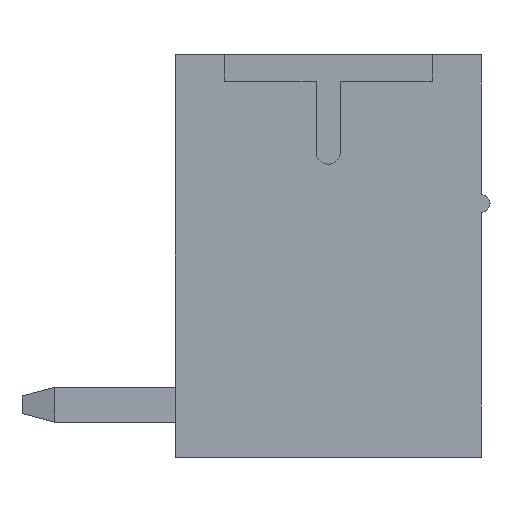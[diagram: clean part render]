
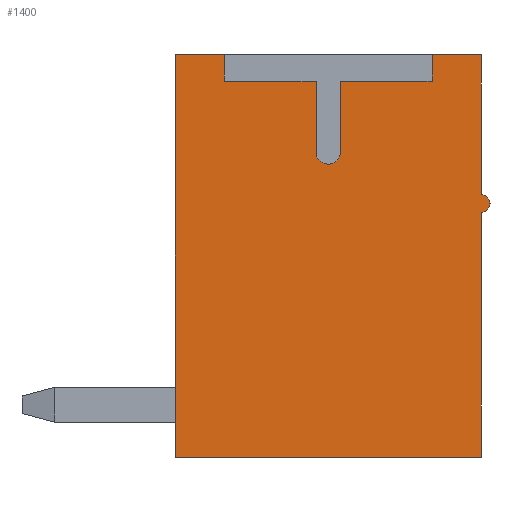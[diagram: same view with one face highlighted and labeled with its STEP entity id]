
A CAD part, left-side view. The second image highlights one B-rep face of the part: STEP entity #1400.
In plain terms, the highlighted planar face has unit normal (-1, 0, 0).
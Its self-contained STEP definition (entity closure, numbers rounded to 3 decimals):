
#1400 = ADVANCED_FACE( '', ( #3373 ), #3374, .F. );
#3373 = FACE_OUTER_BOUND( '', #6056, .T. );
#3374 = PLANE( '', #6057 );
#6056 = EDGE_LOOP( '', ( #9611, #9612, #9613, #9614, #9615, #9616, #9617, #9618, #9619, #9620, #9621, #9622, #9623, #9624 ) );
#6057 = AXIS2_PLACEMENT_3D( '', #9625, #9626, #9627 );
#9611 = ORIENTED_EDGE( '', *, *, #16602, .T. );
#9612 = ORIENTED_EDGE( '', *, *, #17329, .T. );
#9613 = ORIENTED_EDGE( '', *, *, #16566, .T. );
#9614 = ORIENTED_EDGE( '', *, *, #17234, .T. );
#9615 = ORIENTED_EDGE( '', *, *, #17330, .T. );
#9616 = ORIENTED_EDGE( '', *, *, #17331, .T. );
#9617 = ORIENTED_EDGE( '', *, *, #17332, .T. );
#9618 = ORIENTED_EDGE( '', *, *, #17333, .T. );
#9619 = ORIENTED_EDGE( '', *, *, #17070, .T. );
#9620 = ORIENTED_EDGE( '', *, *, #17334, .T. );
#9621 = ORIENTED_EDGE( '', *, *, #17335, .T. );
#9622 = ORIENTED_EDGE( '', *, *, #17336, .T. );
#9623 = ORIENTED_EDGE( '', *, *, #17337, .T. );
#9624 = ORIENTED_EDGE( '', *, *, #17338, .T. );
#9625 = CARTESIAN_POINT( '', ( -36.64, 0., 2.375 ) );
#9626 = DIRECTION( '', ( 1., 0., 0. ) );
#9627 = DIRECTION( '', ( 0., 0., -1. ) );
#16566 = EDGE_CURVE( '', #19896, #19894, #19897, .T. );
#16602 = EDGE_CURVE( '', #19959, #19960, #19961, .T. );
#17070 = EDGE_CURVE( '', #20789, #20787, #20790, .T. );
#17234 = EDGE_CURVE( '', #19894, #21074, #21076, .T. );
#17329 = EDGE_CURVE( '', #19960, #19896, #21235, .T. );
#17330 = EDGE_CURVE( '', #21074, #21236, #21237, .T. );
#17331 = EDGE_CURVE( '', #21236, #21238, #21239, .T. );
#17332 = EDGE_CURVE( '', #21238, #21240, #21241, .T. );
#17333 = EDGE_CURVE( '', #21240, #20789, #21242, .T. );
#17334 = EDGE_CURVE( '', #20787, #21243, #21244, .T. );
#17335 = EDGE_CURVE( '', #21243, #21245, #21246, .T. );
#17336 = EDGE_CURVE( '', #21245, #21247, #21248, .T. );
#17337 = EDGE_CURVE( '', #21247, #21249, #21250, .T. );
#17338 = EDGE_CURVE( '', #21249, #19959, #21251, .F. );
#19894 = VERTEX_POINT( '', #24825 );
#19896 = VERTEX_POINT( '', #24828 );
#19897 = LINE( '', #24829, #24830 );
#19959 = VERTEX_POINT( '', #24918 );
#19960 = VERTEX_POINT( '', #24919 );
#19961 = LINE( '', #24920, #24921 );
#20787 = VERTEX_POINT( '', #26099 );
#20789 = VERTEX_POINT( '', #26102 );
#20790 = LINE( '', #26103, #26104 );
#21074 = VERTEX_POINT( '', #26512 );
#21076 = LINE( '', #26515, #26516 );
#21235 = LINE( '', #26747, #26748 );
#21236 = VERTEX_POINT( '', #26749 );
#21237 = LINE( '', #26750, #26751 );
#21238 = VERTEX_POINT( '', #26752 );
#21239 = CIRCLE( '', #26753, 0.275 );
#21240 = VERTEX_POINT( '', #26754 );
#21241 = LINE( '', #26755, #26756 );
#21242 = LINE( '', #26757, #26758 );
#21243 = VERTEX_POINT( '', #26759 );
#21244 = LINE( '', #26760, #26761 );
#21245 = VERTEX_POINT( '', #26762 );
#21246 = LINE( '', #26763, #26764 );
#21247 = VERTEX_POINT( '', #26765 );
#21248 = LINE( '', #26766, #26767 );
#21249 = VERTEX_POINT( '', #26768 );
#21250 = LINE( '', #26769, #26770 );
#21251 = CIRCLE( '', #26771, 0.2 );
#24825 = CARTESIAN_POINT( '', ( -36.64, -2.375, 4. ) );
#24828 = CARTESIAN_POINT( '', ( -36.64, -2.375, 4.6 ) );
#24829 = CARTESIAN_POINT( '', ( -36.64, -2.375, 4.6 ) );
#24830 = VECTOR( '', #31809, 1000. );
#24918 = CARTESIAN_POINT( '', ( -36.64, -3.5, 1.4 ) );
#24919 = CARTESIAN_POINT( '', ( -36.64, -3.5, 4.6 ) );
#24920 = CARTESIAN_POINT( '', ( -36.64, -3.5, 1.4 ) );
#24921 = VECTOR( '', #31839, 1000. );
#26099 = CARTESIAN_POINT( '', ( -36.64, 2.375, 4.6 ) );
#26102 = CARTESIAN_POINT( '', ( -36.64, 2.375, 4. ) );
#26103 = CARTESIAN_POINT( '', ( -36.64, 2.375, 4. ) );
#26104 = VECTOR( '', #32277, 1000. );
#26512 = CARTESIAN_POINT( '', ( -36.64, -0.275, 4. ) );
#26515 = CARTESIAN_POINT( '', ( -36.64, -2.375, 4. ) );
#26516 = VECTOR( '', #32424, 1000. );
#26747 = CARTESIAN_POINT( '', ( -36.64, -3.871, 4.6 ) );
#26748 = VECTOR( '', #32506, 1000. );
#26749 = CARTESIAN_POINT( '', ( -36.64, -0.275, 2.375 ) );
#26750 = CARTESIAN_POINT( '', ( -36.64, -0.275, 4. ) );
#26751 = VECTOR( '', #32507, 1000. );
#26752 = CARTESIAN_POINT( '', ( -36.64, 0.275, 2.375 ) );
#26753 = AXIS2_PLACEMENT_3D( '', #32508, #32509, #32510 );
#26754 = CARTESIAN_POINT( '', ( -36.64, 0.275, 4. ) );
#26755 = CARTESIAN_POINT( '', ( -36.64, 0.275, 2.375 ) );
#26756 = VECTOR( '', #32511, 1000. );
#26757 = CARTESIAN_POINT( '', ( -36.64, 0.275, 4. ) );
#26758 = VECTOR( '', #32512, 1000. );
#26759 = CARTESIAN_POINT( '', ( -36.64, 3.5, 4.6 ) );
#26760 = CARTESIAN_POINT( '', ( -36.64, 2.375, 4.6 ) );
#26761 = VECTOR( '', #32513, 1000. );
#26762 = CARTESIAN_POINT( '', ( -36.64, 3.5, -4.6 ) );
#26763 = CARTESIAN_POINT( '', ( -36.64, 3.5, 4.6 ) );
#26764 = VECTOR( '', #32514, 1000. );
#26765 = CARTESIAN_POINT( '', ( -36.64, -3.5, -4.6 ) );
#26766 = CARTESIAN_POINT( '', ( -36.64, 3.5, -4.6 ) );
#26767 = VECTOR( '', #32515, 1000. );
#26768 = CARTESIAN_POINT( '', ( -36.64, -3.5, 1. ) );
#26769 = CARTESIAN_POINT( '', ( -36.64, -3.5, -4.6 ) );
#26770 = VECTOR( '', #32516, 1000. );
#26771 = AXIS2_PLACEMENT_3D( '', #32517, #32518, #32519 );
#31809 = DIRECTION( '', ( 0., 0., -1. ) );
#31839 = DIRECTION( '', ( 0., 0., 1. ) );
#32277 = DIRECTION( '', ( 0., 0., 1. ) );
#32424 = DIRECTION( '', ( 0., 1., 0. ) );
#32506 = DIRECTION( '', ( 0., 1., 0. ) );
#32507 = DIRECTION( '', ( 0., 0., -1. ) );
#32508 = CARTESIAN_POINT( '', ( -36.64, 0., 2.375 ) );
#32509 = DIRECTION( '', ( 1., 0., 0. ) );
#32510 = DIRECTION( '', ( 0., -1., 0. ) );
#32511 = DIRECTION( '', ( 0., 0., 1. ) );
#32512 = DIRECTION( '', ( 0., 1., 0. ) );
#32513 = DIRECTION( '', ( 0., 1., 0. ) );
#32514 = DIRECTION( '', ( 0., 0., -1. ) );
#32515 = DIRECTION( '', ( 0., -1., 0. ) );
#32516 = DIRECTION( '', ( 0., 0., 1. ) );
#32517 = CARTESIAN_POINT( '', ( -36.64, -3.5, 1.2 ) );
#32518 = DIRECTION( '', ( 1., 0., 0. ) );
#32519 = DIRECTION( '', ( 0., 0., -1. ) );
